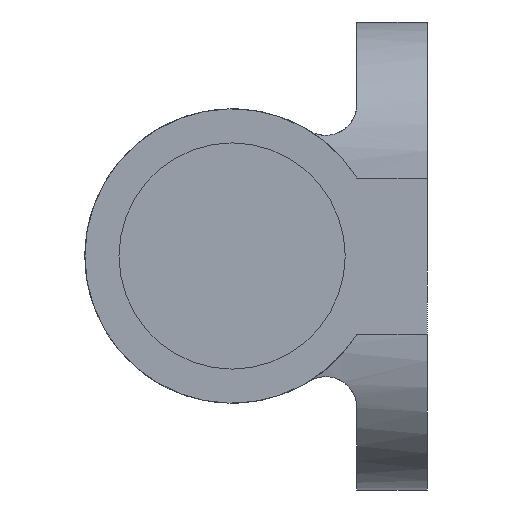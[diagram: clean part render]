
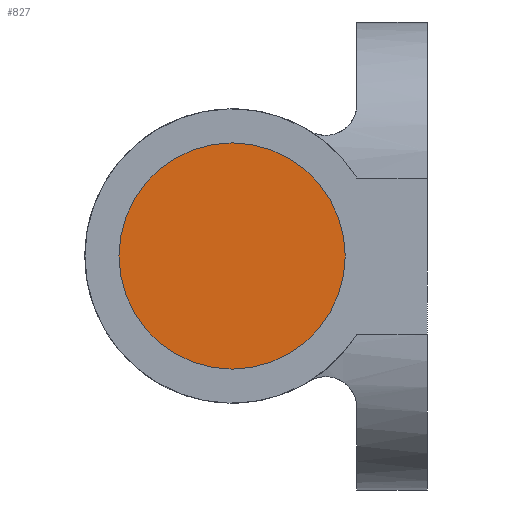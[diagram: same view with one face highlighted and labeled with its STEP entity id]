
A CAD part, front view. The second image highlights one B-rep face of the part: STEP entity #827.
In plain terms, the highlighted planar face has unit normal (0, -1, 0).
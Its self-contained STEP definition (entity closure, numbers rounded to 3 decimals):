
#202=FACE_OUTER_BOUND('',#242,.T.);
#242=EDGE_LOOP('',(#587));
#334=CIRCLE('',#882,7.25);
#393=VERTEX_POINT('',#1228);
#471=EDGE_CURVE('',#393,#393,#334,.T.);
#587=ORIENTED_EDGE('',*,*,#471,.F.);
#819=PLANE('',#881);
#827=ADVANCED_FACE('',(#202),#819,.F.);
#881=AXIS2_PLACEMENT_3D('',#1227,#982,#983);
#882=AXIS2_PLACEMENT_3D('',#1229,#984,#985);
#982=DIRECTION('center_axis',(0.,1.,0.));
#983=DIRECTION('ref_axis',(-1.,0.,0.));
#984=DIRECTION('center_axis',(0.,1.,0.));
#985=DIRECTION('ref_axis',(1.,0.,0.));
#1227=CARTESIAN_POINT('Origin',(-63.,6.,15.));
#1228=CARTESIAN_POINT('',(-70.25,6.,15.));
#1229=CARTESIAN_POINT('Origin',(-63.,6.,15.));
